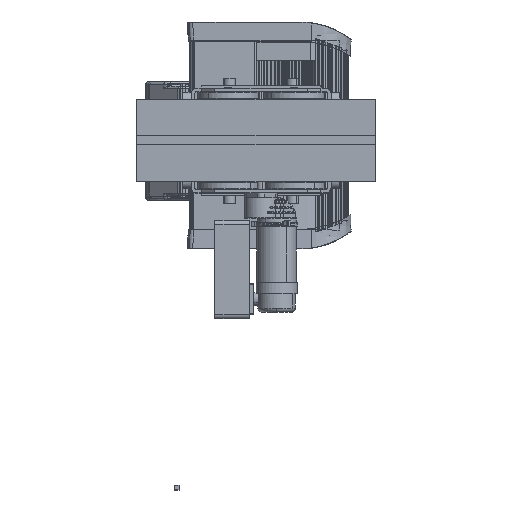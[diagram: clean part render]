
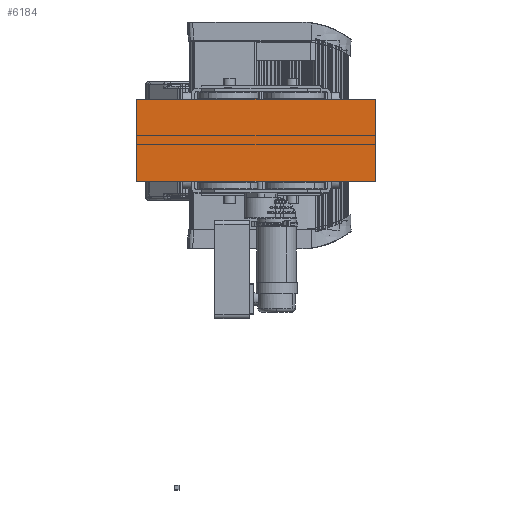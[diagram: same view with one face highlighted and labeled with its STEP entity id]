
A CAD part, top view. The second image highlights one B-rep face of the part: STEP entity #6184.
In plain terms, the highlighted planar face has unit normal (0, 0, 1).
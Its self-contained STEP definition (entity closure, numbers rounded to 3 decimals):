
#6184=ADVANCED_FACE('',(#15273),#15274,.T.);
#6288=EDGE_CURVE('',#15435,#13976,#15436,.T.);
#13976=VERTEX_POINT('',#27917);
#15273=FACE_OUTER_BOUND('',#32236,.T.);
#15274=PLANE('',#32237);
#15435=VERTEX_POINT('',#32929);
#15436=LINE('',#32930,#32931);
#27917=CARTESIAN_POINT('',(291.0,-100.,266.67));
#32236=EDGE_LOOP('',(#63585,#63586,#63587,#63588));
#32237=AXIS2_PLACEMENT_3D('',#63589,#63590,#63591);
#32929=CARTESIAN_POINT('',(291.0,100.0,266.67));
#32930=CARTESIAN_POINT('',(291.0,100.0,266.67));
#32931=VECTOR('',#63912,1.0);
#63585=ORIENTED_EDGE('',*,*,#95804,.T.);
#63586=ORIENTED_EDGE('',*,*,#95805,.F.);
#63587=ORIENTED_EDGE('',*,*,#6288,.F.);
#63588=ORIENTED_EDGE('',*,*,#95806,.T.);
#63589=CARTESIAN_POINT('',(291.0,0.,266.67));
#63590=DIRECTION('',(0.0,0.0,1.0));
#63591=DIRECTION('',(-0.0,1.0,-0.0));
#63912=DIRECTION('',(0.0,-1.0,0.0));
#95804=EDGE_CURVE('',#107014,#107015,#107016,.T.);
#95805=EDGE_CURVE('',#13976,#107015,#107017,.T.);
#95806=EDGE_CURVE('',#15435,#107014,#107018,.T.);
#107014=VERTEX_POINT('',#123847);
#107015=VERTEX_POINT('',#123848);
#107016=LINE('',#123849,#123850);
#107017=LINE('',#123851,#123852);
#107018=LINE('',#123853,#123854);
#123847=CARTESIAN_POINT('',(-291.0,100.0,266.67));
#123848=CARTESIAN_POINT('',(-291.0,-100.,266.67));
#123849=CARTESIAN_POINT('',(-291.0,100.0,266.67));
#123850=VECTOR('',#141661,1.0);
#123851=CARTESIAN_POINT('',(291.0,-100.,266.67));
#123852=VECTOR('',#141662,1.0);
#123853=CARTESIAN_POINT('',(291.0,100.0,266.67));
#123854=VECTOR('',#141663,1.0);
#141661=DIRECTION('',(0.0,-1.0,0.0));
#141662=DIRECTION('',(-1.0,0.0,0.0));
#141663=DIRECTION('',(-1.0,0.0,0.0));
